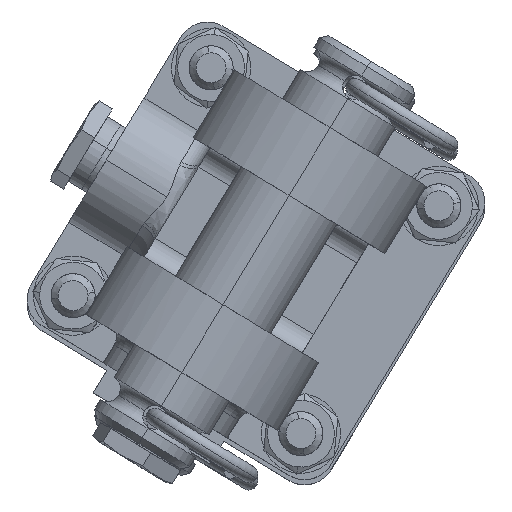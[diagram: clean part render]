
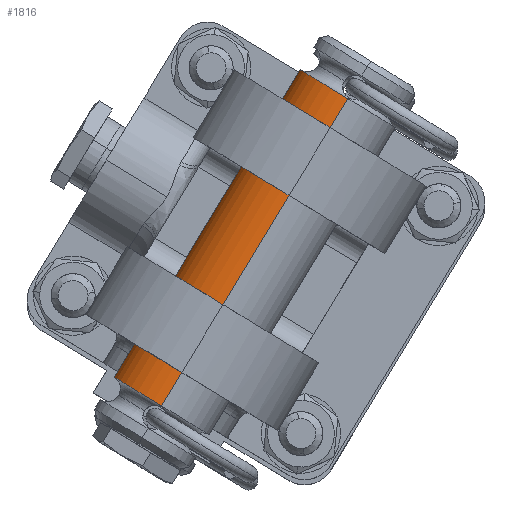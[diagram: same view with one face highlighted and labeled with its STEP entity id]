
A CAD part, top view. The second image highlights one B-rep face of the part: STEP entity #1816.
In plain terms, the highlighted cylindrical face has radius 12.65 mm (diameter 25.3 mm), a partial arc.
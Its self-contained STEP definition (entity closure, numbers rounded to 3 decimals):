
#224 = LINE ( 'NONE', #9005, #11989 ) ;
#322 = DIRECTION ( 'NONE',  ( 1., 0., 0. ) ) ;
#796 = DIRECTION ( 'NONE',  ( 1., 0., 0. ) ) ;
#805 = EDGE_CURVE ( 'NONE', #3700, #12283, #224, .T. ) ;
#1179 = EDGE_CURVE ( 'NONE', #8367, #12283, #6989, .T. ) ;
#1816 = ADVANCED_FACE ( 'NONE', ( #7362 ), #4568, .T. ) ;
#1826 = EDGE_CURVE ( 'NONE', #11232, #3700, #2044, .T. ) ;
#2009 = CARTESIAN_POINT ( 'NONE',  ( 10., -12.65, 0. ) ) ;
#2044 = CIRCLE ( 'NONE', #11944, 12.65 ) ;
#2057 = DIRECTION ( 'NONE',  ( 1., 0., 0. ) ) ;
#3700 = VERTEX_POINT ( 'NONE', #4480 ) ;
#4351 = DIRECTION ( 'NONE',  ( 0., 1., 0. ) ) ;
#4480 = CARTESIAN_POINT ( 'NONE',  ( 10., 12.65, 0. ) ) ;
#4568 = CYLINDRICAL_SURFACE ( 'NONE', #6188, 12.65 ) ;
#4736 = ORIENTED_EDGE ( 'NONE', *, *, #11003, .F. ) ;
#4837 = ORIENTED_EDGE ( 'NONE', *, *, #1826, .T. ) ;
#5139 = CARTESIAN_POINT ( 'NONE',  ( 91.6, -12.65, 0. ) ) ;
#6188 = AXIS2_PLACEMENT_3D ( 'NONE', #6437, #13596, #11283 ) ;
#6437 = CARTESIAN_POINT ( 'NONE',  ( 10., 0., 0. ) ) ;
#6989 = CIRCLE ( 'NONE', #12621, 12.65 ) ;
#7362 = FACE_OUTER_BOUND ( 'NONE', #12731, .T. ) ;
#8367 = VERTEX_POINT ( 'NONE', #5139 ) ;
#8666 = CARTESIAN_POINT ( 'NONE',  ( 91.6, 0., 0. ) ) ;
#9005 = CARTESIAN_POINT ( 'NONE',  ( 10., 12.65, 0. ) ) ;
#9034 = ORIENTED_EDGE ( 'NONE', *, *, #1179, .F. ) ;
#9469 = LINE ( 'NONE', #2009, #12411 ) ;
#10451 = CARTESIAN_POINT ( 'NONE',  ( 91.6, 12.65, 0. ) ) ;
#11003 = EDGE_CURVE ( 'NONE', #11232, #8367, #9469, .T. ) ;
#11232 = VERTEX_POINT ( 'NONE', #11777 ) ;
#11283 = DIRECTION ( 'NONE',  ( 0., 1., 0. ) ) ;
#11434 = DIRECTION ( 'NONE',  ( 1., 0., 0. ) ) ;
#11777 = CARTESIAN_POINT ( 'NONE',  ( 10., -12.65, 0. ) ) ;
#11944 = AXIS2_PLACEMENT_3D ( 'NONE', #15070, #11434, #4351 ) ;
#11989 = VECTOR ( 'NONE', #796, 1000. ) ;
#12135 = DIRECTION ( 'NONE',  ( 0., 1., 0. ) ) ;
#12283 = VERTEX_POINT ( 'NONE', #10451 ) ;
#12411 = VECTOR ( 'NONE', #2057, 1000. ) ;
#12617 = ORIENTED_EDGE ( 'NONE', *, *, #805, .T. ) ;
#12621 = AXIS2_PLACEMENT_3D ( 'NONE', #8666, #322, #12135 ) ;
#12731 = EDGE_LOOP ( 'NONE', ( #4736, #4837, #12617, #9034 ) ) ;
#13596 = DIRECTION ( 'NONE',  ( 1., 0., 0. ) ) ;
#15070 = CARTESIAN_POINT ( 'NONE',  ( 10., 0., 0. ) ) ;
